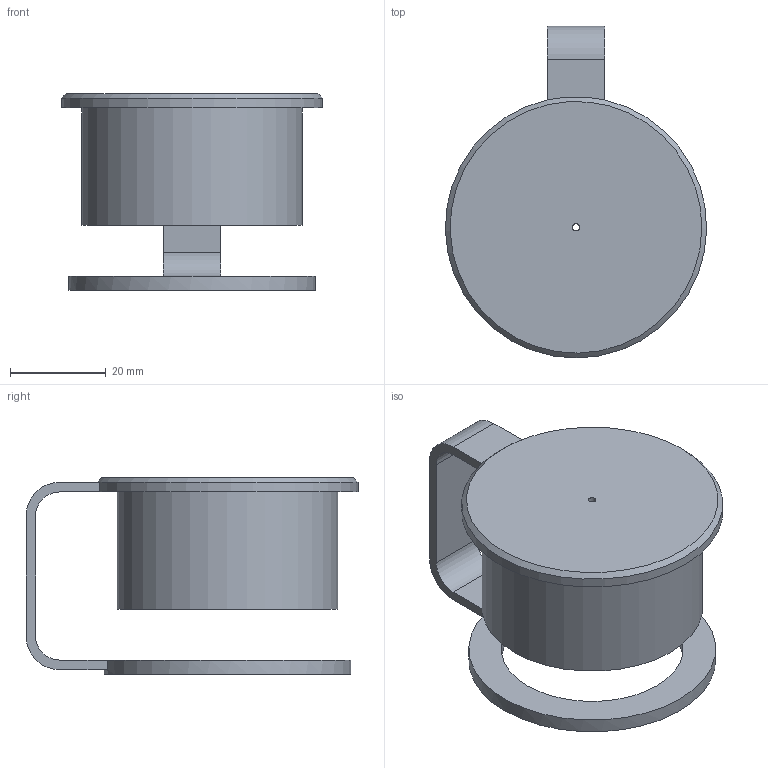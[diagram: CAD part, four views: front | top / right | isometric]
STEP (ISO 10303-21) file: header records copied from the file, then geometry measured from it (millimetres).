
FILE_DESCRIPTION((''),'2;1');
FILE_NAME('6281.stp','2015-11-20T15:49:03',('Ji��'),(''),'Autodesk Inventor 2012','Autodesk Inventor 2012','');
FILE_SCHEMA(('AUTOMOTIVE_DESIGN { 1 0 10303 214 1 1 1 1 }'));
Length unit declared in the file: millimetre
Products named in the file (1): 6281-ohnutá
Bounding box: 54.48 x 69.25 x 41.05 mm (x, y, z)
Volume: 26512 mm3; surface area: 15746.2 mm2
Topology: 1 solids, 1 shells, 28 faces, 65 edges, 41 vertices
Faces by surface type: plane 12, cylinder 12, cone 4
Full cylindrical faces by diameter (mm): 1.5 x1, 34.5 x1, 35.5 x1, 38 x1, 41.5 x1, 46 x1, 51.5 x1
Entity records: 762 total; most frequent: DIRECTION 138, CARTESIAN_POINT 120, ORIENTED_EDGE 104, AXIS2_PLACEMENT_3D 57, EDGE_CURVE 52, EDGE_LOOP 45, VERTEX_POINT 39, CIRCLE 28
